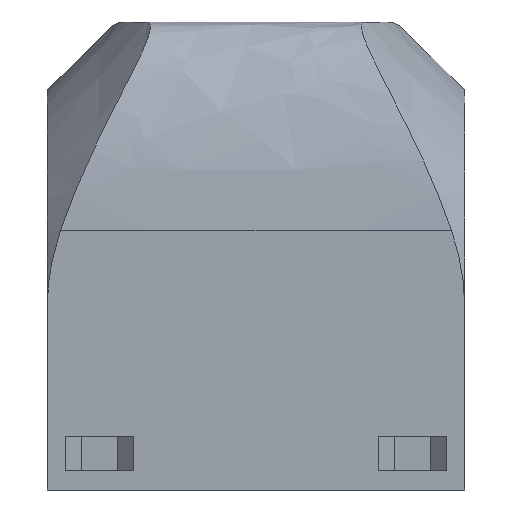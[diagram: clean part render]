
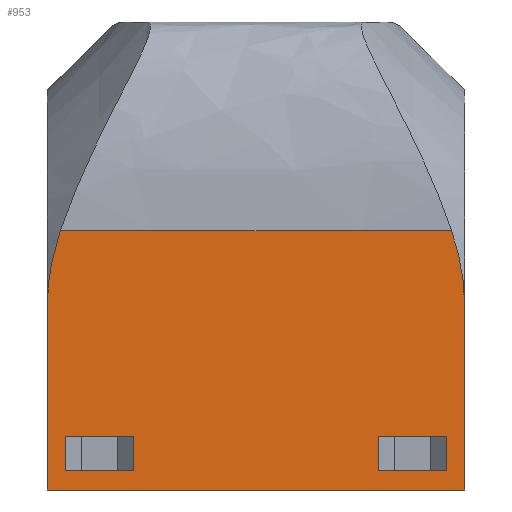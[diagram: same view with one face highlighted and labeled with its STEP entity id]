
A CAD part, left-side view. The second image highlights one B-rep face of the part: STEP entity #953.
In plain terms, the highlighted planar face has unit normal (-1, 0, 0).
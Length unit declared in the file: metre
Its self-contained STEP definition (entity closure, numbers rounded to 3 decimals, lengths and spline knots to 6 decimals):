
#54=(
BOUNDED_CURVE()
B_SPLINE_CURVE(3,(#1381,#1382,#1383,#1384,#1385,#1386,#1387,#1388,#1389,
#1390),.UNSPECIFIED.,.F.,.F.)
B_SPLINE_CURVE_WITH_KNOTS((4,3,3,4),(-0.079,0.009,0.031,0.119),
 .PIECEWISE_BEZIER_KNOTS.)
CURVE()
GEOMETRIC_REPRESENTATION_ITEM()
RATIONAL_B_SPLINE_CURVE((1.,1.,1.,1.,1.,1.,1.,1.,1.,1.))
REPRESENTATION_ITEM('')
);
#56=B_SPLINE_CURVE_WITH_KNOTS('',3,(#1369,#1370,#1371,#1372),
 .UNSPECIFIED.,.F.,.F.,(4,4),(0.,0.00736),
 .UNSPECIFIED.);
#57=B_SPLINE_CURVE_WITH_KNOTS('',3,(#1376,#1377,#1378,#1379),
 .UNSPECIFIED.,.F.,.F.,(4,4),(0.,1.),.UNSPECIFIED.);
#58=B_SPLINE_CURVE_WITH_KNOTS('',3,(#1392,#1393,#1394,#1395),
 .UNSPECIFIED.,.F.,.F.,(4,4),(0.,0.007359),
 .UNSPECIFIED.);
#73=ORIENTED_EDGE('',*,*,#337,.F.);
#74=ORIENTED_EDGE('',*,*,#338,.T.);
#75=ORIENTED_EDGE('',*,*,#339,.T.);
#76=ORIENTED_EDGE('',*,*,#340,.F.);
#77=ORIENTED_EDGE('',*,*,#341,.T.);
#78=ORIENTED_EDGE('',*,*,#342,.T.);
#79=ORIENTED_EDGE('',*,*,#343,.F.);
#80=ORIENTED_EDGE('',*,*,#344,.T.);
#81=ORIENTED_EDGE('',*,*,#345,.T.);
#82=ORIENTED_EDGE('',*,*,#346,.T.);
#83=ORIENTED_EDGE('',*,*,#347,.F.);
#84=ORIENTED_EDGE('',*,*,#348,.F.);
#85=ORIENTED_EDGE('',*,*,#349,.T.);
#86=ORIENTED_EDGE('',*,*,#350,.T.);
#87=ORIENTED_EDGE('',*,*,#351,.F.);
#88=ORIENTED_EDGE('',*,*,#352,.F.);
#337=EDGE_CURVE('',#469,#470,#565,.T.);
#338=EDGE_CURVE('',#469,#471,#566,.T.);
#339=EDGE_CURVE('',#471,#472,#567,.T.);
#340=EDGE_CURVE('',#470,#472,#568,.T.);
#341=EDGE_CURVE('',#473,#474,#569,.T.);
#342=EDGE_CURVE('',#474,#475,#56,.T.);
#343=EDGE_CURVE('',#476,#475,#570,.F.);
#344=EDGE_CURVE('',#476,#477,#57,.T.);
#345=EDGE_CURVE('',#477,#478,#54,.T.);
#346=EDGE_CURVE('',#478,#479,#58,.T.);
#347=EDGE_CURVE('',#480,#479,#571,.T.);
#348=EDGE_CURVE('',#473,#480,#572,.T.);
#349=EDGE_CURVE('',#481,#482,#573,.T.);
#350=EDGE_CURVE('',#482,#483,#574,.T.);
#351=EDGE_CURVE('',#484,#483,#575,.T.);
#352=EDGE_CURVE('',#481,#484,#576,.T.);
#469=VERTEX_POINT('',#1359);
#470=VERTEX_POINT('',#1360);
#471=VERTEX_POINT('',#1362);
#472=VERTEX_POINT('',#1364);
#473=VERTEX_POINT('',#1367);
#474=VERTEX_POINT('',#1368);
#475=VERTEX_POINT('',#1373);
#476=VERTEX_POINT('',#1375);
#477=VERTEX_POINT('',#1380);
#478=VERTEX_POINT('',#1391);
#479=VERTEX_POINT('',#1396);
#480=VERTEX_POINT('',#1398);
#481=VERTEX_POINT('',#1401);
#482=VERTEX_POINT('',#1402);
#483=VERTEX_POINT('',#1404);
#484=VERTEX_POINT('',#1406);
#565=LINE('',#1358,#653);
#566=LINE('',#1361,#654);
#567=LINE('',#1363,#655);
#568=LINE('',#1365,#656);
#569=LINE('',#1366,#657);
#570=LINE('',#1374,#658);
#571=LINE('',#1397,#659);
#572=LINE('',#1399,#660);
#573=LINE('',#1400,#661);
#574=LINE('',#1403,#662);
#575=LINE('',#1405,#663);
#576=LINE('',#1407,#664);
#653=VECTOR('',#1108,1.);
#654=VECTOR('',#1109,1.);
#655=VECTOR('',#1110,1.);
#656=VECTOR('',#1111,1.);
#657=VECTOR('',#1112,1.);
#658=VECTOR('',#1113,1.);
#659=VECTOR('',#1114,1.);
#660=VECTOR('',#1115,1.);
#661=VECTOR('',#1116,1.);
#662=VECTOR('',#1117,1.);
#663=VECTOR('',#1118,1.);
#664=VECTOR('',#1119,1.);
#741=EDGE_LOOP('',(#73,#74,#75,#76));
#742=EDGE_LOOP('',(#77,#78,#79,#80,#81,#82,#83,#84));
#743=EDGE_LOOP('',(#85,#86,#87,#88));
#827=FACE_BOUND('',#741,.T.);
#828=FACE_BOUND('',#742,.T.);
#829=FACE_BOUND('',#743,.T.);
#913=PLANE('',#1023);
#953=ADVANCED_FACE('',(#827,#828,#829),#913,.T.);
#1023=AXIS2_PLACEMENT_3D('',#1357,#1106,#1107);
#1106=DIRECTION('',(-1.,0.,0.));
#1107=DIRECTION('',(0.,0.,1.));
#1108=DIRECTION('',(0.,0.,-1.));
#1109=DIRECTION('',(0.,-1.,0.));
#1110=DIRECTION('',(0.,0.,-1.));
#1111=DIRECTION('',(0.,-1.,0.));
#1112=DIRECTION('',(0.,0.,1.));
#1113=DIRECTION('',(0.,1.,0.));
#1114=DIRECTION('',(0.,0.,1.));
#1115=DIRECTION('',(0.,1.,0.));
#1116=DIRECTION('',(0.,-1.,0.));
#1117=DIRECTION('',(0.,0.,-1.));
#1118=DIRECTION('',(0.,-1.,0.));
#1119=DIRECTION('',(0.,0.,-1.));
#1357=CARTESIAN_POINT('',(-0.02025,-0.02,-0.0088));
#1358=CARTESIAN_POINT('',(-0.02025,-0.01175,-0.0088));
#1359=CARTESIAN_POINT('',(-0.02025,-0.01175,-0.01245));
#1360=CARTESIAN_POINT('',(-0.02025,-0.01175,-0.01575));
#1361=CARTESIAN_POINT('',(-0.02025,-0.02,-0.01245));
#1362=CARTESIAN_POINT('',(-0.02025,-0.01825,-0.01245));
#1363=CARTESIAN_POINT('',(-0.02025,-0.01825,-0.0088));
#1364=CARTESIAN_POINT('',(-0.02025,-0.01825,-0.01575));
#1365=CARTESIAN_POINT('',(-0.02025,-0.02,-0.01575));
#1366=CARTESIAN_POINT('',(-0.02025,-0.02,-0.0088));
#1367=CARTESIAN_POINT('',(-0.02025,-0.02,-0.0176));
#1368=CARTESIAN_POINT('',(-0.02025,-0.02,0.));
#1369=CARTESIAN_POINT('',(-0.02025,-0.02,0.));
#1370=CARTESIAN_POINT('',(-0.02025,-0.02,0.00248));
#1371=CARTESIAN_POINT('',(-0.02025,-0.019535,0.004904));
#1372=CARTESIAN_POINT('',(-0.02025,-0.018745,0.00725));
#1373=CARTESIAN_POINT('',(-0.02025,-0.018745,0.00725));
#1374=CARTESIAN_POINT('',(-0.02025,-0.02,0.00725));
#1375=CARTESIAN_POINT('',(-0.02025,-0.01,0.00725));
#1376=CARTESIAN_POINT('',(-0.02025,-0.01,0.00725));
#1377=CARTESIAN_POINT('',(-0.02025,-0.003333,0.00725));
#1378=CARTESIAN_POINT('',(-0.02025,0.003333,0.00725));
#1379=CARTESIAN_POINT('',(-0.02025,0.01,0.00725));
#1380=CARTESIAN_POINT('',(-0.02025,0.01,0.00725));
#1381=CARTESIAN_POINT('',(-0.02025,-0.099,0.00725));
#1382=CARTESIAN_POINT('',(-0.02025,-0.069667,0.00725));
#1383=CARTESIAN_POINT('',(-0.02025,-0.040333,0.00725));
#1384=CARTESIAN_POINT('',(-0.02025,-0.011,0.00725));
#1385=CARTESIAN_POINT('',(-0.02025,-0.003667,0.00725));
#1386=CARTESIAN_POINT('',(-0.02025,0.003667,0.00725));
#1387=CARTESIAN_POINT('',(-0.02025,0.011,0.00725));
#1388=CARTESIAN_POINT('',(-0.02025,0.040333,0.00725));
#1389=CARTESIAN_POINT('',(-0.02025,0.069667,0.00725));
#1390=CARTESIAN_POINT('',(-0.02025,0.099,0.00725));
#1391=CARTESIAN_POINT('',(-0.02025,0.018745,0.00725));
#1392=CARTESIAN_POINT('',(-0.02025,0.018745,0.00725));
#1393=CARTESIAN_POINT('',(-0.02025,0.019535,0.004904));
#1394=CARTESIAN_POINT('',(-0.02025,0.02,0.002481));
#1395=CARTESIAN_POINT('',(-0.02025,0.02,0.));
#1396=CARTESIAN_POINT('',(-0.02025,0.02,0.));
#1397=CARTESIAN_POINT('',(-0.02025,0.02,-0.0088));
#1398=CARTESIAN_POINT('',(-0.02025,0.02,-0.0176));
#1399=CARTESIAN_POINT('',(-0.02025,-0.02,-0.0176));
#1400=CARTESIAN_POINT('',(-0.02025,-0.02,-0.01245));
#1401=CARTESIAN_POINT('',(-0.02025,0.01825,-0.01245));
#1402=CARTESIAN_POINT('',(-0.02025,0.01175,-0.01245));
#1403=CARTESIAN_POINT('',(-0.02025,0.01175,-0.0088));
#1404=CARTESIAN_POINT('',(-0.02025,0.01175,-0.01575));
#1405=CARTESIAN_POINT('',(-0.02025,-0.02,-0.01575));
#1406=CARTESIAN_POINT('',(-0.02025,0.01825,-0.01575));
#1407=CARTESIAN_POINT('',(-0.02025,0.01825,-0.0088));
